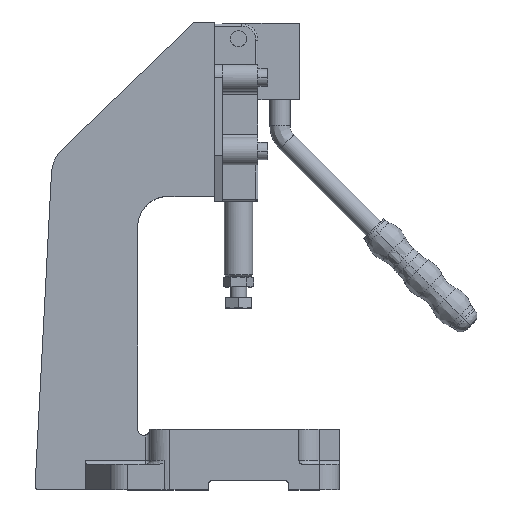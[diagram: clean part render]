
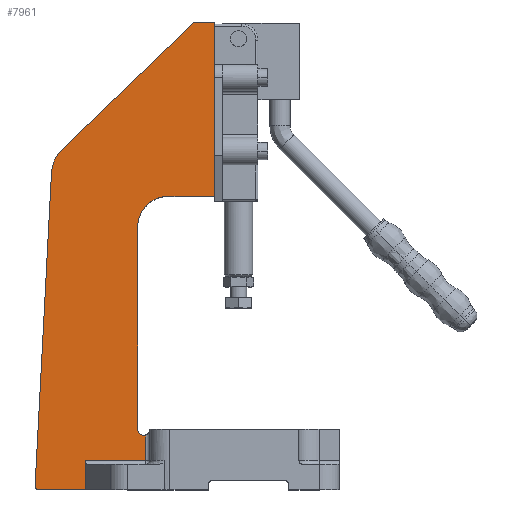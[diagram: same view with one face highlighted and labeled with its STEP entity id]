
A CAD part, top view. The second image highlights one B-rep face of the part: STEP entity #7961.
In plain terms, the highlighted planar face has unit normal (0, 0, 1).
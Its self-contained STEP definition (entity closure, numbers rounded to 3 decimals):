
#314 = VERTEX_POINT ( 'NONE', #8432 ) ;
#377 = VERTEX_POINT ( 'NONE', #4985 ) ;
#425 = ORIENTED_EDGE ( 'NONE', *, *, #12482, .T. ) ;
#499 = EDGE_CURVE ( 'NONE', #13775, #13958, #13144, .T. ) ;
#590 = CARTESIAN_POINT ( 'NONE',  ( 291.812, 252.064, 47. ) ) ;
#635 = EDGE_CURVE ( 'NONE', #6581, #6185, #14622, .T. ) ;
#656 = VERTEX_POINT ( 'NONE', #3954 ) ;
#693 = DIRECTION ( 'NONE',  ( 0.721, 0.693, 0. ) ) ;
#777 = ORIENTED_EDGE ( 'NONE', *, *, #499, .T. ) ;
#907 = CIRCLE ( 'NONE', #3105, 15. ) ;
#1080 = EDGE_CURVE ( 'NONE', #6713, #656, #11070, .T. ) ;
#1205 = ORIENTED_EDGE ( 'NONE', *, *, #8986, .T. ) ;
#1359 = ORIENTED_EDGE ( 'NONE', *, *, #5216, .T. ) ;
#1361 = CARTESIAN_POINT ( 'NONE',  ( 291.812, 252.064, 47. ) ) ;
#1381 = LINE ( 'NONE', #12484, #13667 ) ;
#1553 = VERTEX_POINT ( 'NONE', #3636 ) ;
#1730 = VECTOR ( 'NONE', #8362, 1000. ) ;
#1858 = DIRECTION ( 'NONE',  ( 1., 0., 0. ) ) ;
#1931 = EDGE_CURVE ( 'NONE', #1553, #13775, #13112, .T. ) ;
#1983 = ORIENTED_EDGE ( 'NONE', *, *, #3461, .T. ) ;
#2149 = ORIENTED_EDGE ( 'NONE', *, *, #11453, .T. ) ;
#2269 = ORIENTED_EDGE ( 'NONE', *, *, #1080, .T. ) ;
#2287 = ORIENTED_EDGE ( 'NONE', *, *, #15153, .T. ) ;
#2759 = CARTESIAN_POINT ( 'NONE',  ( 340.12, 315.078, 47. ) ) ;
#2772 = CARTESIAN_POINT ( 'NONE',  ( 286.564, 240.279, 47. ) ) ;
#3030 = DIRECTION ( 'NONE',  ( 1., 0., 0. ) ) ;
#3105 = AXIS2_PLACEMENT_3D ( 'NONE', #4193, #5380, #1858 ) ;
#3127 = CARTESIAN_POINT ( 'NONE',  ( 329.326, 113.078, 47. ) ) ;
#3174 = DIRECTION ( 'NONE',  ( 0., 0., 1. ) ) ;
#3237 = EDGE_CURVE ( 'NONE', #13376, #377, #12612, .T. ) ;
#3427 = DIRECTION ( 'NONE',  ( 0., 0., 1. ) ) ;
#3461 = EDGE_CURVE ( 'NONE', #11559, #6713, #5865, .T. ) ;
#3499 = AXIS2_PLACEMENT_3D ( 'NONE', #4626, #3427, #4684 ) ;
#3543 = CARTESIAN_POINT ( 'NONE',  ( 367.326, 315.078, 47. ) ) ;
#3636 = CARTESIAN_POINT ( 'NONE',  ( 280.433, 83.078, 47. ) ) ;
#3746 = CARTESIAN_POINT ( 'NONE',  ( 357.326, 315.078, 47. ) ) ;
#3954 = CARTESIAN_POINT ( 'NONE',  ( 278.436, 85.183, 47. ) ) ;
#4041 = DIRECTION ( 'NONE',  ( 0., 1., 0. ) ) ;
#4193 = CARTESIAN_POINT ( 'NONE',  ( 344.326, 213.578, 47. ) ) ;
#4409 = EDGE_LOOP ( 'NONE', ( #12375, #1983, #2269, #2149, #15152, #777, #2287, #12308, #5546, #1359, #11125, #1205, #425, #13288 ) ) ;
#4626 = CARTESIAN_POINT ( 'NONE',  ( 280.433, 85.078, 47. ) ) ;
#4684 = DIRECTION ( 'NONE',  ( 1., 0., 0. ) ) ;
#4805 = DIRECTION ( 'NONE',  ( 1., 0., 0. ) ) ;
#4985 = CARTESIAN_POINT ( 'NONE',  ( 333.326, 110.25, 47. ) ) ;
#5128 = VECTOR ( 'NONE', #10338, 1000. ) ;
#5137 = AXIS2_PLACEMENT_3D ( 'NONE', #11464, #6765, #3030 ) ;
#5216 = EDGE_CURVE ( 'NONE', #6987, #314, #1381, .T. ) ;
#5380 = DIRECTION ( 'NONE',  ( 0., 0., -1. ) ) ;
#5546 = ORIENTED_EDGE ( 'NONE', *, *, #9056, .F. ) ;
#5865 = CIRCLE ( 'NONE', #11425, 18. ) ;
#6185 = VERTEX_POINT ( 'NONE', #3746 ) ;
#6581 = VERTEX_POINT ( 'NONE', #3543 ) ;
#6674 = CARTESIAN_POINT ( 'NONE',  ( 333.326, 174.237, 47. ) ) ;
#6713 = VERTEX_POINT ( 'NONE', #9888 ) ;
#6765 = DIRECTION ( 'NONE',  ( 0., 0., 1. ) ) ;
#6987 = VERTEX_POINT ( 'NONE', #3127 ) ;
#6996 = VECTOR ( 'NONE', #13567, 1000. ) ;
#7806 = CIRCLE ( 'NONE', #5137, 3. ) ;
#7961 = ADVANCED_FACE ( 'NONE', ( #9320 ), #8109, .T. ) ;
#7984 = VECTOR ( 'NONE', #9172, 1000. ) ;
#8107 = VECTOR ( 'NONE', #14677, 1000. ) ;
#8109 = PLANE ( 'NONE',  #15177 ) ;
#8362 = DIRECTION ( 'NONE',  ( 1., 0., 0. ) ) ;
#8432 = CARTESIAN_POINT ( 'NONE',  ( 329.326, 213.578, 47. ) ) ;
#8971 = CARTESIAN_POINT ( 'NONE',  ( 303.252, 83.078, 47. ) ) ;
#8986 = EDGE_CURVE ( 'NONE', #13278, #13583, #14105, .T. ) ;
#9056 = EDGE_CURVE ( 'NONE', #6987, #377, #7806, .T. ) ;
#9138 = CARTESIAN_POINT ( 'NONE',  ( 333.326, 97.578, 47. ) ) ;
#9172 = DIRECTION ( 'NONE',  ( 1., 0., 0. ) ) ;
#9257 = DIRECTION ( 'NONE',  ( 1., 0., 0. ) ) ;
#9320 = FACE_OUTER_BOUND ( 'NONE', #4409, .T. ) ;
#9686 = DIRECTION ( 'NONE',  ( 0., 0., 1. ) ) ;
#9807 = VECTOR ( 'NONE', #12913, 1000. ) ;
#9888 = CARTESIAN_POINT ( 'NONE',  ( 286.564, 240.279, 47. ) ) ;
#10338 = DIRECTION ( 'NONE',  ( 1., 0., 0. ) ) ;
#10514 = CARTESIAN_POINT ( 'NONE',  ( 303.252, 97.578, 47. ) ) ;
#10532 = VECTOR ( 'NONE', #10917, 1000. ) ;
#10782 = EDGE_CURVE ( 'NONE', #314, #13278, #907, .T. ) ;
#10917 = DIRECTION ( 'NONE',  ( -1., 0., 0. ) ) ;
#10939 = CIRCLE ( 'NONE', #3499, 2. ) ;
#11070 = LINE ( 'NONE', #2772, #8107 ) ;
#11125 = ORIENTED_EDGE ( 'NONE', *, *, #10782, .T. ) ;
#11163 = CARTESIAN_POINT ( 'NONE',  ( 344.326, 228.578, 47. ) ) ;
#11421 = DIRECTION ( 'NONE',  ( 0., 1., 0. ) ) ;
#11425 = AXIS2_PLACEMENT_3D ( 'NONE', #11931, #9686, #4805 ) ;
#11453 = EDGE_CURVE ( 'NONE', #656, #1553, #10939, .T. ) ;
#11464 = CARTESIAN_POINT ( 'NONE',  ( 332.326, 113.078, 47. ) ) ;
#11559 = VERTEX_POINT ( 'NONE', #1361 ) ;
#11594 = CARTESIAN_POINT ( 'NONE',  ( 340.12, 174.237, 47. ) ) ;
#11680 = CARTESIAN_POINT ( 'NONE',  ( 340.12, 83.078, 47. ) ) ;
#11931 = CARTESIAN_POINT ( 'NONE',  ( 304.54, 239.336, 47. ) ) ;
#11941 = CARTESIAN_POINT ( 'NONE',  ( 367.326, 228.578, 47. ) ) ;
#12308 = ORIENTED_EDGE ( 'NONE', *, *, #3237, .T. ) ;
#12367 = CARTESIAN_POINT ( 'NONE',  ( 303.252, 174.237, 47. ) ) ;
#12375 = ORIENTED_EDGE ( 'NONE', *, *, #12865, .F. ) ;
#12482 = EDGE_CURVE ( 'NONE', #13583, #6581, #13897, .T. ) ;
#12484 = CARTESIAN_POINT ( 'NONE',  ( 329.326, 174.237, 47. ) ) ;
#12612 = LINE ( 'NONE', #6674, #13149 ) ;
#12799 = VECTOR ( 'NONE', #693, 1000. ) ;
#12865 = EDGE_CURVE ( 'NONE', #11559, #6185, #14434, .T. ) ;
#12913 = DIRECTION ( 'NONE',  ( 0., 1., 0. ) ) ;
#13044 = CARTESIAN_POINT ( 'NONE',  ( 340.12, 97.578, 47. ) ) ;
#13112 = LINE ( 'NONE', #11680, #5128 ) ;
#13144 = LINE ( 'NONE', #12367, #6996 ) ;
#13149 = VECTOR ( 'NONE', #11421, 1000. ) ;
#13278 = VERTEX_POINT ( 'NONE', #11163 ) ;
#13288 = ORIENTED_EDGE ( 'NONE', *, *, #635, .T. ) ;
#13376 = VERTEX_POINT ( 'NONE', #9138 ) ;
#13567 = DIRECTION ( 'NONE',  ( 0., 1., 0. ) ) ;
#13583 = VERTEX_POINT ( 'NONE', #11941 ) ;
#13650 = LINE ( 'NONE', #13044, #1730 ) ;
#13667 = VECTOR ( 'NONE', #4041, 1000. ) ;
#13775 = VERTEX_POINT ( 'NONE', #8971 ) ;
#13894 = CARTESIAN_POINT ( 'NONE',  ( 340.12, 228.578, 47. ) ) ;
#13897 = LINE ( 'NONE', #15288, #9807 ) ;
#13958 = VERTEX_POINT ( 'NONE', #10514 ) ;
#14105 = LINE ( 'NONE', #13894, #7984 ) ;
#14434 = LINE ( 'NONE', #590, #12799 ) ;
#14622 = LINE ( 'NONE', #2759, #10532 ) ;
#14677 = DIRECTION ( 'NONE',  ( -0.052, -0.999, 0. ) ) ;
#15152 = ORIENTED_EDGE ( 'NONE', *, *, #1931, .T. ) ;
#15153 = EDGE_CURVE ( 'NONE', #13958, #13376, #13650, .T. ) ;
#15177 = AXIS2_PLACEMENT_3D ( 'NONE', #11594, #3174, #9257 ) ;
#15288 = CARTESIAN_POINT ( 'NONE',  ( 367.326, 174.237, 47. ) ) ;
